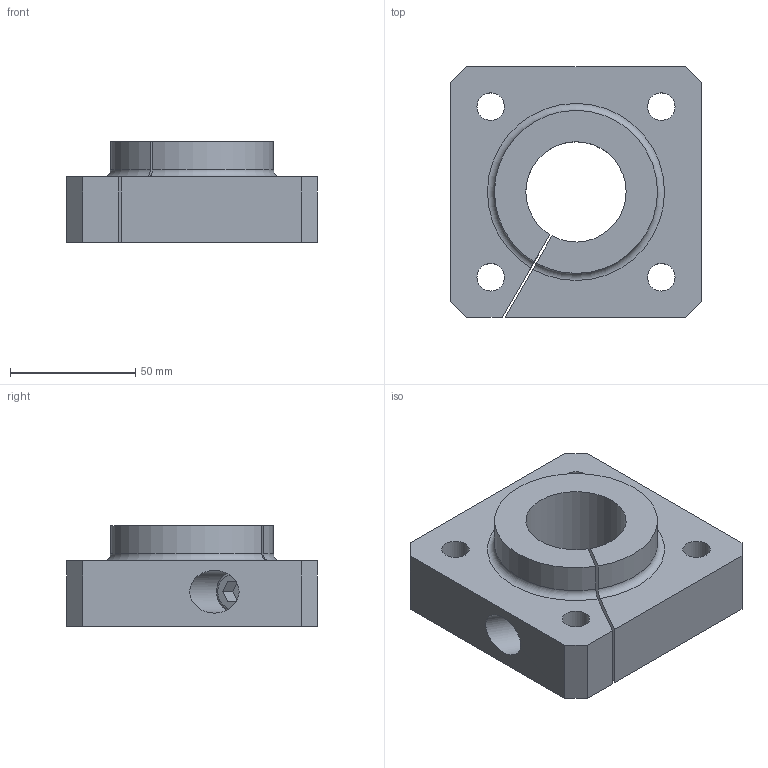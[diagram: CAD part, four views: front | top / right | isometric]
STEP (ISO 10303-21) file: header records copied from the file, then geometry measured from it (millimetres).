
FILE_DESCRIPTION( ( 'STEP AP214' ), '1' );
FILE_NAME( 'SFWB-40.stp', '2010-07-29T09:39:30', ( ' ' ), ( ' ' ), 'XStep 1.0', ' ', ' ' );
FILE_SCHEMA( ( 'CONFIG_CONTROL_DESIGN) ( )' ) );
Length unit declared in the file: metre
Products named in the file (1): 1
Bounding box: 100 x 100 x 40 mm (x, y, z)
Volume: 239311.8 mm3; surface area: 41954 mm2
Topology: 1 solids, 1 shells, 33 faces, 91 edges, 62 vertices
Faces by surface type: plane 23, cylinder 8, torus 2
Full cylindrical faces by diameter (mm): 11 x4, 16 x1, 17 x1
Entity records: 1299 total; most frequent: CARTESIAN_POINT 207, DIRECTION 161, ORIENTED_EDGE 156, EDGE_CURVE 78, LINE 57, VECTOR 57, VERTEX_POINT 56, AXIS2_PLACEMENT_3D 52
